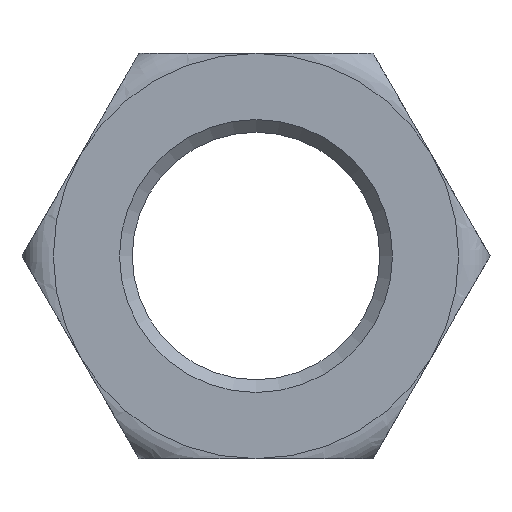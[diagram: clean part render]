
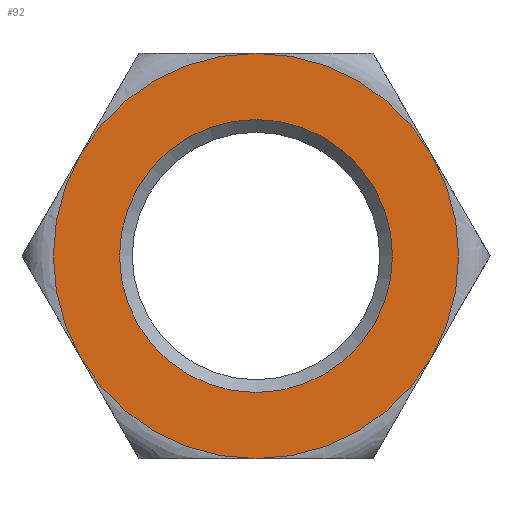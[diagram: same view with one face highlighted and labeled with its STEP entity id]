
A CAD part, front view. The second image highlights one B-rep face of the part: STEP entity #92.
In plain terms, the highlighted planar face has unit normal (0, -1, 0).
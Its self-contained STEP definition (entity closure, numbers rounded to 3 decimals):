
#5 = VERTEX_POINT ( 'NONE', #449 ) ;
#14 = DIRECTION ( 'NONE',  ( 0.5, 0., -0.866 ) ) ;
#19 = LINE ( 'NONE', #1275, #938 ) ;
#36 = CARTESIAN_POINT ( 'NONE',  ( 0., -25.5, 47.5 ) ) ;
#37 = CARTESIAN_POINT ( 'NONE',  ( 41.136, -25.5, -23.75 ) ) ;
#79 = CARTESIAN_POINT ( 'NONE',  ( 41.136, -25.5, 23.75 ) ) ;
#92 = ADVANCED_FACE ( 'NONE', ( #1129, #1358 ), #615, .F. ) ;
#106 = DIRECTION ( 'NONE',  ( 0., 0., 1. ) ) ;
#128 = CARTESIAN_POINT ( 'NONE',  ( 0., -25.5, 0. ) ) ;
#161 = VERTEX_POINT ( 'NONE', #1155 ) ;
#182 = EDGE_CURVE ( 'NONE', #221, #221, #635, .T. ) ;
#184 = CARTESIAN_POINT ( 'NONE',  ( 0., -25.5, 0. ) ) ;
#194 = CARTESIAN_POINT ( 'NONE',  ( 27.424, -25.5, -47.5 ) ) ;
#204 = EDGE_CURVE ( 'NONE', #329, #161, #483, .T. ) ;
#205 = DIRECTION ( 'NONE',  ( 0., 1., 0. ) ) ;
#211 = VECTOR ( 'NONE', #639, 1000. ) ;
#213 = VECTOR ( 'NONE', #248, 1000. ) ;
#214 = LINE ( 'NONE', #194, #788 ) ;
#218 = VERTEX_POINT ( 'NONE', #758 ) ;
#221 = VERTEX_POINT ( 'NONE', #446 ) ;
#223 = DIRECTION ( 'NONE',  ( 0., 1., 0. ) ) ;
#224 = ORIENTED_EDGE ( 'NONE', *, *, #912, .F. ) ;
#233 = EDGE_LOOP ( 'NONE', ( #345, #1085, #1086, #363, #1169, #1031, #465, #224, #1288, #974, #276 ) ) ;
#248 = DIRECTION ( 'NONE',  ( 1., 0., 0. ) ) ;
#276 = ORIENTED_EDGE ( 'NONE', *, *, #438, .F. ) ;
#283 = VECTOR ( 'NONE', #1247, 1000. ) ;
#292 = DIRECTION ( 'NONE',  ( 0., 1., 0. ) ) ;
#302 = LINE ( 'NONE', #621, #283 ) ;
#316 = DIRECTION ( 'NONE',  ( 1., 0., 0. ) ) ;
#329 = VERTEX_POINT ( 'NONE', #567 ) ;
#345 = ORIENTED_EDGE ( 'NONE', *, *, #204, .F. ) ;
#358 = VERTEX_POINT ( 'NONE', #993 ) ;
#363 = ORIENTED_EDGE ( 'NONE', *, *, #1066, .F. ) ;
#392 = AXIS2_PLACEMENT_3D ( 'NONE', #1060, #223, #1286 ) ;
#393 = AXIS2_PLACEMENT_3D ( 'NONE', #712, #605, #1026 ) ;
#409 = VERTEX_POINT ( 'NONE', #37 ) ;
#426 = CARTESIAN_POINT ( 'NONE',  ( -27.424, -25.5, 47.5 ) ) ;
#429 = AXIS2_PLACEMENT_3D ( 'NONE', #1135, #626, #925 ) ;
#438 = EDGE_CURVE ( 'NONE', #161, #218, #1244, .T. ) ;
#446 = CARTESIAN_POINT ( 'NONE',  ( 0., -25.5, 32. ) ) ;
#449 = CARTESIAN_POINT ( 'NONE',  ( -41.136, -25.5, 23.75 ) ) ;
#458 = AXIS2_PLACEMENT_3D ( 'NONE', #950, #516, #316 ) ;
#465 = ORIENTED_EDGE ( 'NONE', *, *, #1022, .F. ) ;
#466 = EDGE_CURVE ( 'NONE', #1260, #874, #1184, .T. ) ;
#474 = EDGE_CURVE ( 'NONE', #358, #329, #214, .T. ) ;
#483 = CIRCLE ( 'NONE', #392, 47.5 ) ;
#488 = EDGE_CURVE ( 'NONE', #218, #5, #594, .T. ) ;
#501 = ORIENTED_EDGE ( 'NONE', *, *, #182, .T. ) ;
#513 = DIRECTION ( 'NONE',  ( 0., 1., 0. ) ) ;
#516 = DIRECTION ( 'NONE',  ( 0., 1., 0. ) ) ;
#517 = CARTESIAN_POINT ( 'NONE',  ( -27.424, -25.5, -47.5 ) ) ;
#533 = CARTESIAN_POINT ( 'NONE',  ( 0., -25.5, 0. ) ) ;
#567 = CARTESIAN_POINT ( 'NONE',  ( 0., -25.5, -47.5 ) ) ;
#589 = CARTESIAN_POINT ( 'NONE',  ( 0., -25.5, 47.5 ) ) ;
#593 = EDGE_LOOP ( 'NONE', ( #501 ) ) ;
#594 = CIRCLE ( 'NONE', #985, 47.5 ) ;
#605 = DIRECTION ( 'NONE',  ( 0., 1., 0. ) ) ;
#615 = PLANE ( 'NONE',  #429 ) ;
#621 = CARTESIAN_POINT ( 'NONE',  ( -54.848, -25.5, 0. ) ) ;
#626 = DIRECTION ( 'NONE',  ( 0., 1., 0. ) ) ;
#630 = DIRECTION ( 'NONE',  ( 1., 0., 0. ) ) ;
#635 = CIRCLE ( 'NONE', #1207, 32. ) ;
#639 = DIRECTION ( 'NONE',  ( -0.5, 0., 0.866 ) ) ;
#652 = CARTESIAN_POINT ( 'NONE',  ( -41.136, -25.5, 23.75 ) ) ;
#712 = CARTESIAN_POINT ( 'NONE',  ( 0., -25.5, 0. ) ) ;
#715 = DIRECTION ( 'NONE',  ( -1., 0., 0. ) ) ;
#727 = EDGE_CURVE ( 'NONE', #874, #1295, #19, .T. ) ;
#758 = CARTESIAN_POINT ( 'NONE',  ( -41.136, -25.5, -23.75 ) ) ;
#760 = VERTEX_POINT ( 'NONE', #652 ) ;
#767 = CIRCLE ( 'NONE', #1209, 47.5 ) ;
#788 = VECTOR ( 'NONE', #715, 1000. ) ;
#850 = CIRCLE ( 'NONE', #393, 47.5 ) ;
#873 = EDGE_CURVE ( 'NONE', #5, #760, #302, .T. ) ;
#874 = VERTEX_POINT ( 'NONE', #1153 ) ;
#892 = AXIS2_PLACEMENT_3D ( 'NONE', #184, #292, #917 ) ;
#912 = EDGE_CURVE ( 'NONE', #760, #1168, #1373, .T. ) ;
#917 = DIRECTION ( 'NONE',  ( 1., 0., 0. ) ) ;
#925 = DIRECTION ( 'NONE',  ( 0., 0., 1. ) ) ;
#934 = EDGE_CURVE ( 'NONE', #409, #358, #767, .T. ) ;
#938 = VECTOR ( 'NONE', #14, 1000. ) ;
#950 = CARTESIAN_POINT ( 'NONE',  ( 0., -25.5, 0. ) ) ;
#974 = ORIENTED_EDGE ( 'NONE', *, *, #488, .F. ) ;
#985 = AXIS2_PLACEMENT_3D ( 'NONE', #533, #513, #1248 ) ;
#993 = CARTESIAN_POINT ( 'NONE',  ( 0., -25.5, -47.5 ) ) ;
#1022 = EDGE_CURVE ( 'NONE', #1168, #1260, #1076, .T. ) ;
#1026 = DIRECTION ( 'NONE',  ( 1., 0., 0. ) ) ;
#1031 = ORIENTED_EDGE ( 'NONE', *, *, #466, .F. ) ;
#1060 = CARTESIAN_POINT ( 'NONE',  ( 0., -25.5, 0. ) ) ;
#1065 = DIRECTION ( 'NONE',  ( 0., 1., 0. ) ) ;
#1066 = EDGE_CURVE ( 'NONE', #1295, #409, #850, .T. ) ;
#1076 = LINE ( 'NONE', #426, #213 ) ;
#1085 = ORIENTED_EDGE ( 'NONE', *, *, #474, .F. ) ;
#1086 = ORIENTED_EDGE ( 'NONE', *, *, #934, .F. ) ;
#1129 = FACE_BOUND ( 'NONE', #593, .T. ) ;
#1135 = CARTESIAN_POINT ( 'NONE',  ( 0., -25.5, 0. ) ) ;
#1146 = CARTESIAN_POINT ( 'NONE',  ( 0., -25.5, 0. ) ) ;
#1153 = CARTESIAN_POINT ( 'NONE',  ( 41.136, -25.5, 23.75 ) ) ;
#1155 = CARTESIAN_POINT ( 'NONE',  ( -41.136, -25.5, -23.75 ) ) ;
#1168 = VERTEX_POINT ( 'NONE', #36 ) ;
#1169 = ORIENTED_EDGE ( 'NONE', *, *, #727, .F. ) ;
#1184 = CIRCLE ( 'NONE', #892, 47.5 ) ;
#1207 = AXIS2_PLACEMENT_3D ( 'NONE', #128, #1065, #106 ) ;
#1209 = AXIS2_PLACEMENT_3D ( 'NONE', #1146, #205, #630 ) ;
#1244 = LINE ( 'NONE', #517, #211 ) ;
#1247 = DIRECTION ( 'NONE',  ( 0.5, 0., 0.866 ) ) ;
#1248 = DIRECTION ( 'NONE',  ( 1., 0., 0. ) ) ;
#1260 = VERTEX_POINT ( 'NONE', #589 ) ;
#1275 = CARTESIAN_POINT ( 'NONE',  ( 27.424, -25.5, 47.5 ) ) ;
#1286 = DIRECTION ( 'NONE',  ( 1., 0., 0. ) ) ;
#1288 = ORIENTED_EDGE ( 'NONE', *, *, #873, .F. ) ;
#1295 = VERTEX_POINT ( 'NONE', #79 ) ;
#1358 = FACE_OUTER_BOUND ( 'NONE', #233, .T. ) ;
#1373 = CIRCLE ( 'NONE', #458, 47.5 ) ;
